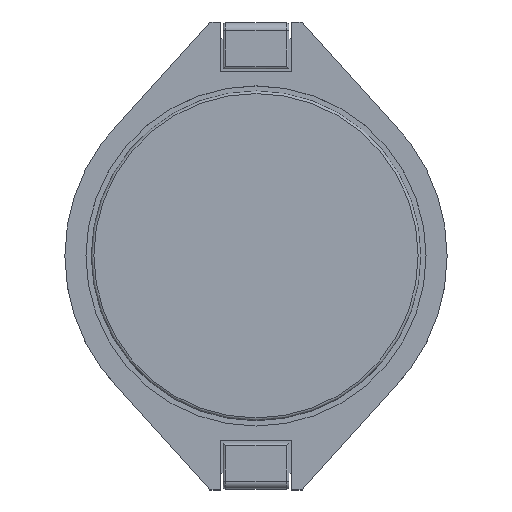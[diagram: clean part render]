
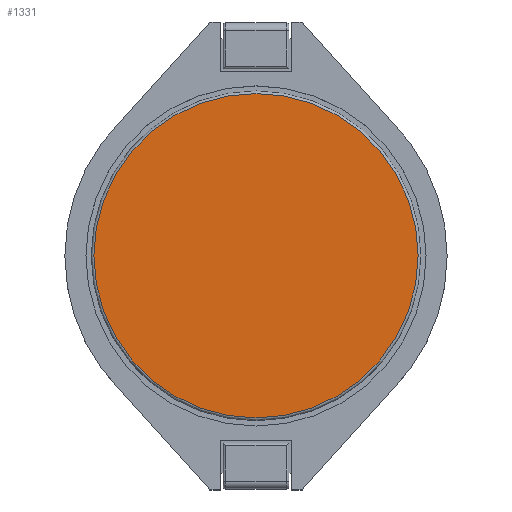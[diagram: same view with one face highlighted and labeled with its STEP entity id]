
A CAD part, top view. The second image highlights one B-rep face of the part: STEP entity #1331.
In plain terms, the highlighted planar face has unit normal (0, 0, 1).
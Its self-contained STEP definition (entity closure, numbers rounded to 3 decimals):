
#357=FACE_OUTER_BOUND($,#444,.T.);
#444=EDGE_LOOP($,(#896));
#531=CIRCLE($,#1428,6.25);
#573=VERTEX_POINT($,#1966);
#699=EDGE_CURVE($,#573,#573,#531,.T.);
#896=ORIENTED_EDGE($,*,*,#699,.F.);
#1274=PLANE($,#1431);
#1331=ADVANCED_FACE($,(#357),#1274,.F.);
#1428=AXIS2_PLACEMENT_3D($,#1967,#1567,#1568);
#1431=AXIS2_PLACEMENT_3D($,#1971,#1573,#1574);
#1567=DIRECTION('center_axis',(0.,0.,-1.));
#1568=DIRECTION('ref_axis',(1.,0.,0.));
#1573=DIRECTION('center_axis',(0.,0.,-1.));
#1574=DIRECTION('ref_axis',(-1.,0.,0.));
#1966=CARTESIAN_POINT('',(-6.25,0.,7.005));
#1967=CARTESIAN_POINT('Origin',(0.,0.,
7.005));
#1971=CARTESIAN_POINT('Origin',(0.,0.,
7.005));
